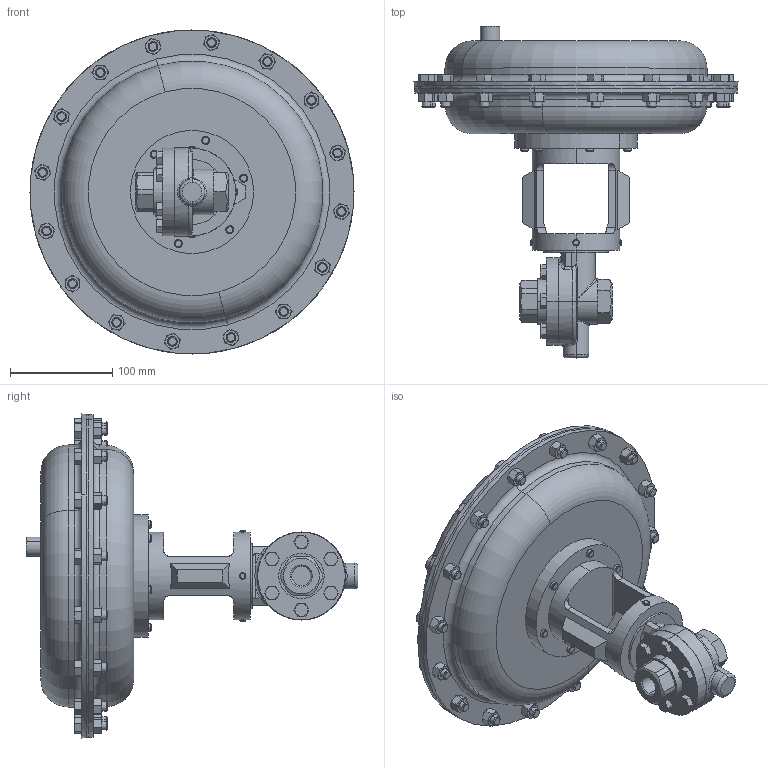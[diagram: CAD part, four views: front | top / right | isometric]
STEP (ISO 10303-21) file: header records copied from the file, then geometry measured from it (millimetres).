
FILE_DESCRIPTION (( 'STEP AP203' ), '1' );
FILE_NAME ('70-050-DI+BR-PT-55M.STEP', '2017-08-22T13:33:08', ( '' ), ( '' ), 'SwSTEP 2.0', 'SolidWorks 2014', '' );
FILE_SCHEMA (( 'CONFIG_CONTROL_DESIGN' ));
Length unit declared in the file: inch
Products named in the file (1): 70-050-DI+BR-PT-55M
Bounding box: 317.5 x 325.25 x 317.5 mm (x, y, z)
Volume: 5565626.6 mm3; surface area: 294908 mm2
Topology: 1 solids, 1 shells, 875 faces, 1983 edges, 1185 vertices
Faces by surface type: cone 386, plane 353, cylinder 107, torus 18, bspline 8, sphere 3
Entity records: 27949 total; most frequent: CARTESIAN_POINT 9407, ORIENTED_EDGE 3966, DIRECTION 3601, EDGE_CURVE 1983, AXIS2_PLACEMENT_3D 1487, VERTEX_POINT 1185, EDGE_LOOP 952, ADVANCED_FACE 875
